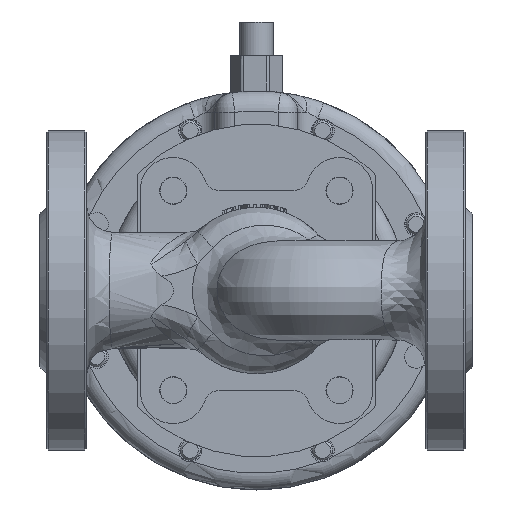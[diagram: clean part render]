
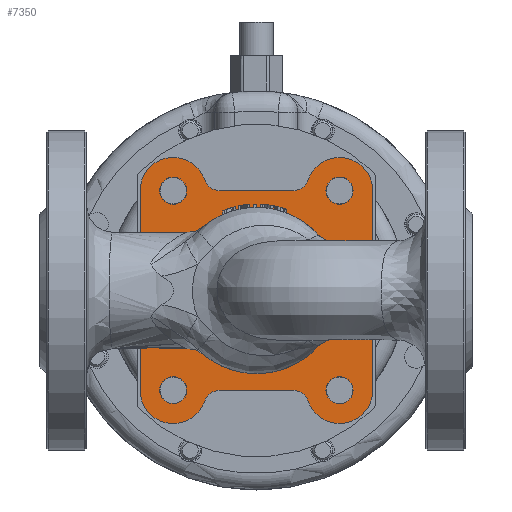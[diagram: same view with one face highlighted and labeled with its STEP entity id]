
A CAD part, front view. The second image highlights one B-rep face of the part: STEP entity #7350.
In plain terms, the highlighted planar face has unit normal (0, -1, 0).
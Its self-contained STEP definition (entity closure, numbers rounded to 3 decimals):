
#320=FACE_BOUND('',#1476,.T.);
#321=FACE_BOUND('',#1477,.T.);
#322=FACE_BOUND('',#1478,.T.);
#323=FACE_BOUND('',#1479,.T.);
#324=FACE_BOUND('',#1480,.T.);
#523=B_SPLINE_CURVE_WITH_KNOTS('',3,(#16053,#16054,#16055,#16056,#16057,
#16058,#16059,#16060,#16061,#16062,#16063,#16064,#16065,#16066,#16067,#16068,
#16069,#16070,#16071,#16072,#16073,#16074),.UNSPECIFIED.,.F.,.F.,(4,2,2,
2,2,2,2,2,2,2,4),(0.,0.367,0.547,0.892,
1.01,1.082,1.147,1.23,1.397,
1.609,2.197),.UNSPECIFIED.);
#686=PLANE('',#8161);
#1009=FACE_OUTER_BOUND('',#1475,.T.);
#1475=EDGE_LOOP('',(#5966,#5967,#5968,#5969,#5970,#5971,#5972,#5973,#5974,
#5975,#5976,#5977));
#1476=EDGE_LOOP('',(#5978));
#1477=EDGE_LOOP('',(#5979));
#1478=EDGE_LOOP('',(#5980));
#1479=EDGE_LOOP('',(#5981));
#1480=EDGE_LOOP('',(#5982,#5983));
#1880=CIRCLE('',#8036,5.);
#1882=CIRCLE('',#8040,5.);
#1884=CIRCLE('',#8043,10.);
#1886=CIRCLE('',#8046,5.);
#1888=CIRCLE('',#8049,10.);
#1890=CIRCLE('',#8052,5.);
#1928=CIRCLE('',#8142,25.);
#1939=CIRCLE('',#8162,10.);
#1940=CIRCLE('',#8163,10.);
#1941=CIRCLE('',#8164,4.);
#1942=CIRCLE('',#8165,4.);
#1943=CIRCLE('',#8166,4.);
#1944=CIRCLE('',#8167,4.);
#2221=LINE('',#14676,#2581);
#2236=LINE('',#14726,#2596);
#2331=LINE('',#16041,#2691);
#2332=LINE('',#16044,#2692);
#2581=VECTOR('',#9487,10.);
#2596=VECTOR('',#9534,10.);
#2691=VECTOR('',#9845,10.);
#2692=VECTOR('',#9848,10.);
#3103=VERTEX_POINT('',#14666);
#3104=VERTEX_POINT('',#14667);
#3107=VERTEX_POINT('',#14675);
#3111=VERTEX_POINT('',#14685);
#3113=VERTEX_POINT('',#14691);
#3115=VERTEX_POINT('',#14697);
#3116=VERTEX_POINT('',#14698);
#3119=VERTEX_POINT('',#14706);
#3121=VERTEX_POINT('',#14712);
#3122=VERTEX_POINT('',#14713);
#3250=VERTEX_POINT('',#15823);
#3251=VERTEX_POINT('',#15906);
#3264=VERTEX_POINT('',#16039);
#3265=VERTEX_POINT('',#16042);
#3266=VERTEX_POINT('',#16045);
#3267=VERTEX_POINT('',#16047);
#3268=VERTEX_POINT('',#16049);
#3269=VERTEX_POINT('',#16051);
#3968=EDGE_CURVE('',#3103,#3104,#1880,.T.);
#3972=EDGE_CURVE('',#3104,#3107,#2221,.T.);
#3977=EDGE_CURVE('',#3107,#3111,#1882,.T.);
#3980=EDGE_CURVE('',#3111,#3113,#1884,.T.);
#3983=EDGE_CURVE('',#3115,#3116,#1886,.T.);
#3987=EDGE_CURVE('',#3116,#3119,#1888,.T.);
#3990=EDGE_CURVE('',#3121,#3122,#1890,.T.);
#3997=EDGE_CURVE('',#3122,#3115,#2236,.T.);
#4181=EDGE_CURVE('',#3251,#3250,#1928,.T.);
#4200=EDGE_CURVE('',#3264,#3121,#1939,.T.);
#4201=EDGE_CURVE('',#3113,#3264,#2331,.T.);
#4202=EDGE_CURVE('',#3265,#3103,#1940,.T.);
#4203=EDGE_CURVE('',#3119,#3265,#2332,.T.);
#4204=EDGE_CURVE('',#3266,#3266,#1941,.T.);
#4205=EDGE_CURVE('',#3267,#3267,#1942,.T.);
#4206=EDGE_CURVE('',#3268,#3268,#1943,.T.);
#4207=EDGE_CURVE('',#3269,#3269,#1944,.T.);
#4208=EDGE_CURVE('',#3250,#3251,#523,.F.);
#5966=ORIENTED_EDGE('',*,*,#3983,.F.);
#5967=ORIENTED_EDGE('',*,*,#3997,.F.);
#5968=ORIENTED_EDGE('',*,*,#3990,.F.);
#5969=ORIENTED_EDGE('',*,*,#4200,.F.);
#5970=ORIENTED_EDGE('',*,*,#4201,.F.);
#5971=ORIENTED_EDGE('',*,*,#3980,.F.);
#5972=ORIENTED_EDGE('',*,*,#3977,.F.);
#5973=ORIENTED_EDGE('',*,*,#3972,.F.);
#5974=ORIENTED_EDGE('',*,*,#3968,.F.);
#5975=ORIENTED_EDGE('',*,*,#4202,.F.);
#5976=ORIENTED_EDGE('',*,*,#4203,.F.);
#5977=ORIENTED_EDGE('',*,*,#3987,.F.);
#5978=ORIENTED_EDGE('',*,*,#4204,.F.);
#5979=ORIENTED_EDGE('',*,*,#4205,.F.);
#5980=ORIENTED_EDGE('',*,*,#4206,.F.);
#5981=ORIENTED_EDGE('',*,*,#4207,.F.);
#5982=ORIENTED_EDGE('',*,*,#4208,.T.);
#5983=ORIENTED_EDGE('',*,*,#4181,.T.);
#7350=ADVANCED_FACE('',(#1009,#320,#321,#322,#323,#324),#686,.F.);
#8036=AXIS2_PLACEMENT_3D('',#14668,#9479,#9480);
#8040=AXIS2_PLACEMENT_3D('',#14686,#9494,#9495);
#8043=AXIS2_PLACEMENT_3D('',#14692,#9501,#9502);
#8046=AXIS2_PLACEMENT_3D('',#14699,#9508,#9509);
#8049=AXIS2_PLACEMENT_3D('',#14707,#9516,#9517);
#8052=AXIS2_PLACEMENT_3D('',#14714,#9523,#9524);
#8142=AXIS2_PLACEMENT_3D('',#15907,#9799,#9800);
#8161=AXIS2_PLACEMENT_3D('',#16038,#9841,#9842);
#8162=AXIS2_PLACEMENT_3D('',#16040,#9843,#9844);
#8163=AXIS2_PLACEMENT_3D('',#16043,#9846,#9847);
#8164=AXIS2_PLACEMENT_3D('',#16046,#9849,#9850);
#8165=AXIS2_PLACEMENT_3D('',#16048,#9851,#9852);
#8166=AXIS2_PLACEMENT_3D('',#16050,#9853,#9854);
#8167=AXIS2_PLACEMENT_3D('',#16052,#9855,#9856);
#9479=DIRECTION('center_axis',(0.,-1.,0.));
#9480=DIRECTION('ref_axis',(0.577,0.,0.816));
#9487=DIRECTION('',(-1.,0.,0.));
#9494=DIRECTION('center_axis',(0.,-1.,0.));
#9495=DIRECTION('ref_axis',(-0.577,0.,0.816));
#9501=DIRECTION('center_axis',(0.,1.,0.));
#9502=DIRECTION('ref_axis',(1.,0.,0.));
#9508=DIRECTION('center_axis',(0.,-1.,0.));
#9509=DIRECTION('ref_axis',(0.577,0.,-0.816));
#9516=DIRECTION('center_axis',(0.,1.,0.));
#9517=DIRECTION('ref_axis',(1.,0.,0.));
#9523=DIRECTION('center_axis',(0.,-1.,0.));
#9524=DIRECTION('ref_axis',(-0.577,0.,-0.816));
#9534=DIRECTION('',(1.,0.,0.));
#9799=DIRECTION('center_axis',(0.,1.,0.));
#9800=DIRECTION('ref_axis',(0.,0.,1.));
#9841=DIRECTION('center_axis',(0.,1.,0.));
#9842=DIRECTION('ref_axis',(0.,0.,1.));
#9843=DIRECTION('center_axis',(0.,1.,0.));
#9844=DIRECTION('ref_axis',(1.,0.,0.));
#9845=DIRECTION('',(0.,0.,1.));
#9846=DIRECTION('center_axis',(0.,1.,0.));
#9847=DIRECTION('ref_axis',(1.,0.,0.));
#9848=DIRECTION('',(0.,0.,-1.));
#9849=DIRECTION('center_axis',(0.,-1.,0.));
#9850=DIRECTION('ref_axis',(-1.,0.,0.));
#9851=DIRECTION('center_axis',(0.,-1.,0.));
#9852=DIRECTION('ref_axis',(-1.,0.,0.));
#9853=DIRECTION('center_axis',(0.,-1.,0.));
#9854=DIRECTION('ref_axis',(-1.,0.,0.));
#9855=DIRECTION('center_axis',(0.,-1.,0.));
#9856=DIRECTION('ref_axis',(-1.,0.,0.));
#14666=CARTESIAN_POINT('',(80.693,25.,-33.333));
#14667=CARTESIAN_POINT('',(75.979,25.,-30.));
#14668=CARTESIAN_POINT('Origin',(75.979,25.,-35.));
#14675=CARTESIAN_POINT('',(54.263,25.,-30.));
#14676=CARTESIAN_POINT('',(100.121,25.,-30.));
#14685=CARTESIAN_POINT('',(49.549,25.,-33.333));
#14686=CARTESIAN_POINT('Origin',(54.263,25.,-35.));
#14691=CARTESIAN_POINT('',(30.121,25.,-30.));
#14692=CARTESIAN_POINT('Origin',(40.121,25.,-30.));
#14697=CARTESIAN_POINT('',(75.979,25.,30.));
#14698=CARTESIAN_POINT('',(80.693,25.,33.333));
#14699=CARTESIAN_POINT('Origin',(75.979,25.,35.));
#14706=CARTESIAN_POINT('',(100.121,25.,30.));
#14707=CARTESIAN_POINT('Origin',(90.121,25.,30.));
#14712=CARTESIAN_POINT('',(49.549,25.,33.333));
#14713=CARTESIAN_POINT('',(54.263,25.,30.));
#14714=CARTESIAN_POINT('Origin',(54.263,25.,35.));
#14726=CARTESIAN_POINT('',(30.121,25.,30.));
#15823=CARTESIAN_POINT('',(42.255,25.,-10.106));
#15906=CARTESIAN_POINT('',(42.255,25.,10.106));
#15907=CARTESIAN_POINT('Origin',(65.121,25.,0.));
#16038=CARTESIAN_POINT('Origin',(65.121,25.,0.));
#16039=CARTESIAN_POINT('',(30.121,25.,30.));
#16040=CARTESIAN_POINT('Origin',(40.121,25.,30.));
#16041=CARTESIAN_POINT('',(30.121,25.,-30.));
#16042=CARTESIAN_POINT('',(100.121,25.,-30.));
#16043=CARTESIAN_POINT('Origin',(90.121,25.,-30.));
#16044=CARTESIAN_POINT('',(100.121,25.,30.));
#16045=CARTESIAN_POINT('',(94.121,25.,-30.));
#16046=CARTESIAN_POINT('Origin',(90.121,25.,-30.));
#16047=CARTESIAN_POINT('',(44.121,25.,-30.));
#16048=CARTESIAN_POINT('Origin',(40.121,25.,-30.));
#16049=CARTESIAN_POINT('',(94.121,25.,30.));
#16050=CARTESIAN_POINT('Origin',(90.121,25.,30.));
#16051=CARTESIAN_POINT('',(44.121,25.,30.));
#16052=CARTESIAN_POINT('Origin',(40.121,25.,30.));
#16053=CARTESIAN_POINT('Ctrl Pts',(42.255,25.,10.106));
#16054=CARTESIAN_POINT('Ctrl Pts',(41.76,25.,8.987));
#16055=CARTESIAN_POINT('Ctrl Pts',(41.296,25.,7.945));
#16056=CARTESIAN_POINT('Ctrl Pts',(40.659,25.,6.312));
#16057=CARTESIAN_POINT('Ctrl Pts',(40.462,25.,5.771));
#16058=CARTESIAN_POINT('Ctrl Pts',(39.942,25.,4.168));
#16059=CARTESIAN_POINT('Ctrl Pts',(39.675,25.,3.103));
#16060=CARTESIAN_POINT('Ctrl Pts',(39.472,25.,1.631));
#16061=CARTESIAN_POINT('Ctrl Pts',(39.435,25.,1.257));
#16062=CARTESIAN_POINT('Ctrl Pts',(39.397,25.,0.65));
#16063=CARTESIAN_POINT('Ctrl Pts',(39.389,25.,0.418));
#16064=CARTESIAN_POINT('Ctrl Pts',(39.383,25.,-0.023));
#16065=CARTESIAN_POINT('Ctrl Pts',(39.385,25.,-0.233));
#16066=CARTESIAN_POINT('Ctrl Pts',(39.4,25.,-0.709));
#16067=CARTESIAN_POINT('Ctrl Pts',(39.415,25.,-0.975));
#16068=CARTESIAN_POINT('Ctrl Pts',(39.484,25.,-1.772));
#16069=CARTESIAN_POINT('Ctrl Pts',(39.558,25.,-2.298));
#16070=CARTESIAN_POINT('Ctrl Pts',(39.786,25.,-3.491));
#16071=CARTESIAN_POINT('Ctrl Pts',(39.953,25.,-4.148));
#16072=CARTESIAN_POINT('Ctrl Pts',(40.7,25.,-6.605));
#16073=CARTESIAN_POINT('Ctrl Pts',(41.478,25.,-8.348));
#16074=CARTESIAN_POINT('Ctrl Pts',(42.255,25.,-10.106));
